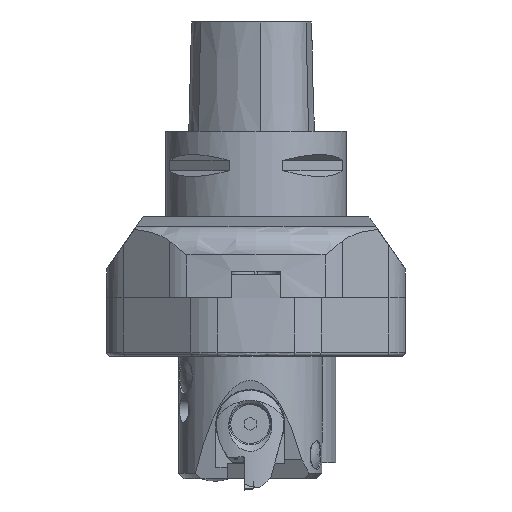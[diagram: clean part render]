
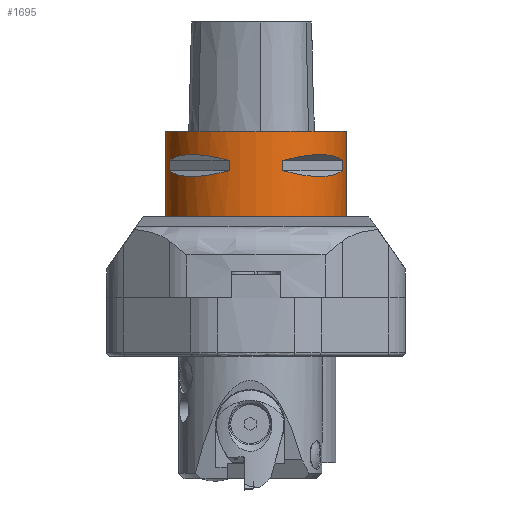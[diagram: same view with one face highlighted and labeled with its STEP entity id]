
A CAD part, left-side view. The second image highlights one B-rep face of the part: STEP entity #1695.
In plain terms, the highlighted cylindrical face has radius 31.5 mm (diameter 63 mm), a full revolution.
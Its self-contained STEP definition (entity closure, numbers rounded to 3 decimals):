
#1695=ADVANCED_FACE('',(#3972,#3973,#3974,#3975,#3976,#3977),#2266,.T.);
#2266=CYLINDRICAL_SURFACE('',#10804,31.5);
#2394=ELLIPSE('',#10795,36.373,31.5);
#2395=ELLIPSE('',#10796,36.373,31.5);
#2396=ELLIPSE('',#10797,36.373,31.5);
#2397=ELLIPSE('',#10798,36.373,31.5);
#2398=ELLIPSE('',#10800,36.373,31.5);
#2399=ELLIPSE('',#10801,36.373,31.5);
#2400=ELLIPSE('',#10802,36.373,31.5);
#2401=ELLIPSE('',#10803,36.373,31.5);
#2474=LINE('',#14645,#3223);
#2475=LINE('',#14650,#3224);
#2476=LINE('',#14653,#3225);
#2477=LINE('',#14658,#3226);
#2478=LINE('',#14663,#3227);
#2479=LINE('',#14668,#3228);
#2480=LINE('',#14671,#3229);
#2481=LINE('',#14676,#3230);
#3223=VECTOR('',#11833,1.);
#3224=VECTOR('',#11836,1.);
#3225=VECTOR('',#11839,1.);
#3226=VECTOR('',#11842,1.);
#3227=VECTOR('',#11847,1.);
#3228=VECTOR('',#11850,1.);
#3229=VECTOR('',#11853,1.);
#3230=VECTOR('',#11856,1.);
#3972=FACE_BOUND('',#4098,.T.);
#3973=FACE_BOUND('',#4099,.T.);
#3974=FACE_BOUND('',#4100,.T.);
#3975=FACE_BOUND('',#4101,.T.);
#3976=FACE_BOUND('',#4102,.T.);
#3977=FACE_BOUND('',#4103,.T.);
#4098=EDGE_LOOP('',(#4736));
#4099=EDGE_LOOP('',(#4737,#4738,#4739,#4740));
#4100=EDGE_LOOP('',(#4741,#4742,#4743,#4744));
#4101=EDGE_LOOP('',(#4745));
#4102=EDGE_LOOP('',(#4746,#4747,#4748,#4749));
#4103=EDGE_LOOP('',(#4750,#4751,#4752,#4753));
#4736=ORIENTED_EDGE('',*,*,#8726,.T.);
#4737=ORIENTED_EDGE('',*,*,#8727,.T.);
#4738=ORIENTED_EDGE('',*,*,#8728,.T.);
#4739=ORIENTED_EDGE('',*,*,#8729,.T.);
#4740=ORIENTED_EDGE('',*,*,#8730,.T.);
#4741=ORIENTED_EDGE('',*,*,#8731,.T.);
#4742=ORIENTED_EDGE('',*,*,#8732,.T.);
#4743=ORIENTED_EDGE('',*,*,#8733,.T.);
#4744=ORIENTED_EDGE('',*,*,#8734,.T.);
#4745=ORIENTED_EDGE('',*,*,#8735,.T.);
#4746=ORIENTED_EDGE('',*,*,#8736,.T.);
#4747=ORIENTED_EDGE('',*,*,#8737,.T.);
#4748=ORIENTED_EDGE('',*,*,#8738,.T.);
#4749=ORIENTED_EDGE('',*,*,#8739,.T.);
#4750=ORIENTED_EDGE('',*,*,#8740,.T.);
#4751=ORIENTED_EDGE('',*,*,#8741,.T.);
#4752=ORIENTED_EDGE('',*,*,#8742,.T.);
#4753=ORIENTED_EDGE('',*,*,#8743,.T.);
#7722=VERTEX_POINT('',#14644);
#7723=VERTEX_POINT('',#14646);
#7724=VERTEX_POINT('',#14647);
#7725=VERTEX_POINT('',#14649);
#7726=VERTEX_POINT('',#14651);
#7727=VERTEX_POINT('',#14654);
#7728=VERTEX_POINT('',#14655);
#7729=VERTEX_POINT('',#14657);
#7730=VERTEX_POINT('',#14659);
#7731=VERTEX_POINT('',#14662);
#7732=VERTEX_POINT('',#14664);
#7733=VERTEX_POINT('',#14665);
#7734=VERTEX_POINT('',#14667);
#7735=VERTEX_POINT('',#14669);
#7736=VERTEX_POINT('',#14672);
#7737=VERTEX_POINT('',#14673);
#7738=VERTEX_POINT('',#14675);
#7739=VERTEX_POINT('',#14677);
#8726=EDGE_CURVE('',#7722,#7722,#10219,.T.);
#8727=EDGE_CURVE('',#7723,#7724,#2474,.T.);
#8728=EDGE_CURVE('',#7724,#7725,#2394,.T.);
#8729=EDGE_CURVE('',#7725,#7726,#2475,.T.);
#8730=EDGE_CURVE('',#7726,#7723,#2395,.T.);
#8731=EDGE_CURVE('',#7727,#7728,#2476,.T.);
#8732=EDGE_CURVE('',#7728,#7729,#2396,.T.);
#8733=EDGE_CURVE('',#7729,#7730,#2477,.T.);
#8734=EDGE_CURVE('',#7730,#7727,#2397,.T.);
#8735=EDGE_CURVE('',#7731,#7731,#10220,.T.);
#8736=EDGE_CURVE('',#7732,#7733,#2478,.T.);
#8737=EDGE_CURVE('',#7733,#7734,#2398,.T.);
#8738=EDGE_CURVE('',#7734,#7735,#2479,.T.);
#8739=EDGE_CURVE('',#7735,#7732,#2399,.T.);
#8740=EDGE_CURVE('',#7736,#7737,#2480,.T.);
#8741=EDGE_CURVE('',#7737,#7738,#2400,.T.);
#8742=EDGE_CURVE('',#7738,#7739,#2481,.T.);
#8743=EDGE_CURVE('',#7739,#7736,#2401,.T.);
#10219=CIRCLE('',#10794,31.5);
#10220=CIRCLE('',#10799,31.5);
#10794=AXIS2_PLACEMENT_3D('',#14643,#11831,#11832);
#10795=AXIS2_PLACEMENT_3D('',#14648,#11834,#11835);
#10796=AXIS2_PLACEMENT_3D('',#14652,#11837,#11838);
#10797=AXIS2_PLACEMENT_3D('',#14656,#11840,#11841);
#10798=AXIS2_PLACEMENT_3D('',#14660,#11843,#11844);
#10799=AXIS2_PLACEMENT_3D('',#14661,#11845,#11846);
#10800=AXIS2_PLACEMENT_3D('',#14666,#11848,#11849);
#10801=AXIS2_PLACEMENT_3D('',#14670,#11851,#11852);
#10802=AXIS2_PLACEMENT_3D('',#14674,#11854,#11855);
#10803=AXIS2_PLACEMENT_3D('',#14678,#11857,#11858);
#10804=AXIS2_PLACEMENT_3D('',#14679,#11859,#11860);
#11831=DIRECTION('',(0.,0.,1.));
#11832=DIRECTION('',(-1.,0.,0.));
#11833=DIRECTION('',(0.,0.,1.));
#11834=DIRECTION('',(-0.354,-0.354,0.866));
#11835=DIRECTION('',(-0.612,-0.612,-0.5));
#11836=DIRECTION('',(0.,0.,-1.));
#11837=DIRECTION('',(-0.354,-0.354,-0.866));
#11838=DIRECTION('',(0.612,0.612,-0.5));
#11839=DIRECTION('',(0.,0.,1.));
#11840=DIRECTION('',(0.354,0.354,0.866));
#11841=DIRECTION('',(0.612,0.612,-0.5));
#11842=DIRECTION('',(0.,0.,-1.));
#11843=DIRECTION('',(0.354,0.354,-0.866));
#11844=DIRECTION('',(-0.612,-0.612,-0.5));
#11845=DIRECTION('',(0.,0.,-1.));
#11846=DIRECTION('',(-1.,0.,0.));
#11847=DIRECTION('',(0.,0.,1.));
#11848=DIRECTION('',(0.354,-0.354,0.866));
#11849=DIRECTION('',(0.612,-0.612,-0.5));
#11850=DIRECTION('',(0.,0.,-1.));
#11851=DIRECTION('',(0.354,-0.354,-0.866));
#11852=DIRECTION('',(-0.612,0.612,-0.5));
#11853=DIRECTION('',(0.,0.,1.));
#11854=DIRECTION('',(-0.354,0.354,0.866));
#11855=DIRECTION('',(-0.612,0.612,-0.5));
#11856=DIRECTION('',(0.,0.,-1.));
#11857=DIRECTION('',(-0.354,0.354,-0.866));
#11858=DIRECTION('',(0.612,-0.612,-0.5));
#11859=DIRECTION('',(0.,0.,-1.));
#11860=DIRECTION('',(1.,0.,0.));
#14643=CARTESIAN_POINT('',(0.,0.,-29.9));
#14644=CARTESIAN_POINT('',(-31.5,0.,-29.9));
#14645=CARTESIAN_POINT('',(30.081,9.349,0.));
#14646=CARTESIAN_POINT('',(30.081,9.349,-13.75));
#14647=CARTESIAN_POINT('',(30.081,9.349,-10.25));
#14648=CARTESIAN_POINT('',(0.,0.,-26.347));
#14649=CARTESIAN_POINT('',(9.349,30.081,-10.25));
#14650=CARTESIAN_POINT('',(9.349,30.081,0.));
#14651=CARTESIAN_POINT('',(9.349,30.081,-13.75));
#14652=CARTESIAN_POINT('',(0.,0.,2.347));
#14653=CARTESIAN_POINT('',(-30.081,-9.349,0.));
#14654=CARTESIAN_POINT('',(-30.081,-9.349,-13.75));
#14655=CARTESIAN_POINT('',(-30.081,-9.349,-10.25));
#14656=CARTESIAN_POINT('',(0.,0.,-26.347));
#14657=CARTESIAN_POINT('',(-9.349,-30.081,-10.25));
#14658=CARTESIAN_POINT('',(-9.349,-30.081,0.));
#14659=CARTESIAN_POINT('',(-9.349,-30.081,-13.75));
#14660=CARTESIAN_POINT('',(0.,0.,2.347));
#14661=CARTESIAN_POINT('',(0.,0.,0.));
#14662=CARTESIAN_POINT('',(-31.5,0.,0.));
#14663=CARTESIAN_POINT('',(-9.349,30.081,0.));
#14664=CARTESIAN_POINT('',(-9.349,30.081,-13.75));
#14665=CARTESIAN_POINT('',(-9.349,30.081,-10.25));
#14666=CARTESIAN_POINT('',(0.,0.,-26.347));
#14667=CARTESIAN_POINT('',(-30.081,9.349,-10.25));
#14668=CARTESIAN_POINT('',(-30.081,9.349,0.));
#14669=CARTESIAN_POINT('',(-30.081,9.349,-13.75));
#14670=CARTESIAN_POINT('',(0.,0.,2.347));
#14671=CARTESIAN_POINT('',(9.349,-30.081,0.));
#14672=CARTESIAN_POINT('',(9.349,-30.081,-13.75));
#14673=CARTESIAN_POINT('',(9.349,-30.081,-10.25));
#14674=CARTESIAN_POINT('',(0.,0.,-26.347));
#14675=CARTESIAN_POINT('',(30.081,-9.349,-10.25));
#14676=CARTESIAN_POINT('',(30.081,-9.349,0.));
#14677=CARTESIAN_POINT('',(30.081,-9.349,-13.75));
#14678=CARTESIAN_POINT('',(0.,0.,2.347));
#14679=CARTESIAN_POINT('',(0.,0.,-11.));
